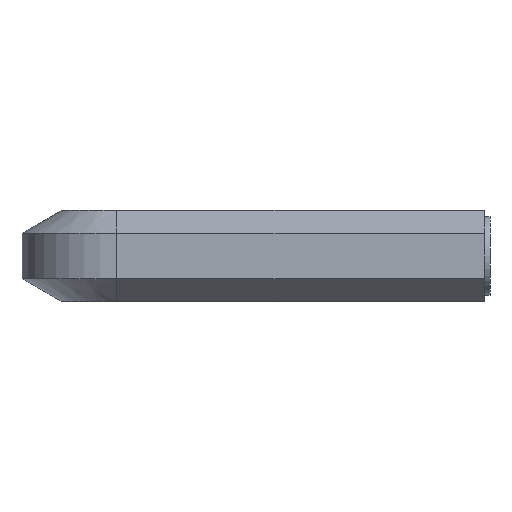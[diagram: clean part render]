
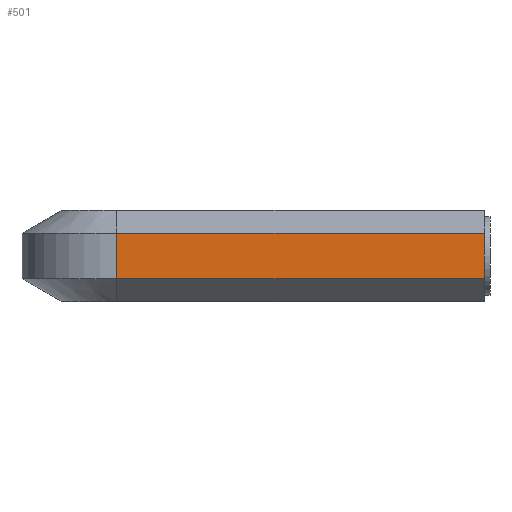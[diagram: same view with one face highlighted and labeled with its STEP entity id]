
A CAD part, left-side view. The second image highlights one B-rep face of the part: STEP entity #501.
In plain terms, the highlighted planar face has unit normal (-1, 0, 0).
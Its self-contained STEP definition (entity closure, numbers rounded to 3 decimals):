
#10 = CARTESIAN_POINT ( 'NONE',  ( -3.5, 0., -2.021 ) ) ;
#23 = DIRECTION ( 'NONE',  ( 0., 1., 0. ) ) ;
#42 = VERTEX_POINT ( 'NONE', #420 ) ;
#43 = CARTESIAN_POINT ( 'NONE',  ( -3.5, 32.6, -2.021 ) ) ;
#64 = VECTOR ( 'NONE', #490, 1000. ) ;
#101 = DIRECTION ( 'NONE',  ( 0., 0., 1. ) ) ;
#115 = CARTESIAN_POINT ( 'NONE',  ( -3.5, 32.6, -2.021 ) ) ;
#124 = CARTESIAN_POINT ( 'NONE',  ( -3.5, 0., 2.021 ) ) ;
#151 = VECTOR ( 'NONE', #417, 1000. ) ;
#180 = LINE ( 'NONE', #755, #64 ) ;
#195 = VERTEX_POINT ( 'NONE', #115 ) ;
#210 = EDGE_CURVE ( 'NONE', #633, #42, #180, .T. ) ;
#213 = ORIENTED_EDGE ( 'NONE', *, *, #379, .F. ) ;
#220 = CARTESIAN_POINT ( 'NONE',  ( -3.5, 32.6, 2.021 ) ) ;
#237 = FACE_OUTER_BOUND ( 'NONE', #771, .T. ) ;
#240 = CARTESIAN_POINT ( 'NONE',  ( -3.5, 0., -2.021 ) ) ;
#263 = EDGE_CURVE ( 'NONE', #478, #633, #813, .T. ) ;
#302 = DIRECTION ( 'NONE',  ( -1., 0., 0. ) ) ;
#326 = LINE ( 'NONE', #124, #412 ) ;
#338 = ORIENTED_EDGE ( 'NONE', *, *, #210, .T. ) ;
#379 = EDGE_CURVE ( 'NONE', #478, #195, #575, .T. ) ;
#411 = PLANE ( 'NONE',  #756 ) ;
#412 = VECTOR ( 'NONE', #23, 1000. ) ;
#417 = DIRECTION ( 'NONE',  ( 0., 0., -1. ) ) ;
#420 = CARTESIAN_POINT ( 'NONE',  ( -3.5, 0., 2.021 ) ) ;
#429 = DIRECTION ( 'NONE',  ( 0., 0., 1. ) ) ;
#478 = VERTEX_POINT ( 'NONE', #240 ) ;
#480 = VERTEX_POINT ( 'NONE', #220 ) ;
#488 = EDGE_CURVE ( 'NONE', #480, #195, #597, .T. ) ;
#490 = DIRECTION ( 'NONE',  ( 0., 0., 1. ) ) ;
#501 = ADVANCED_FACE ( 'NONE', ( #237 ), #411, .T. ) ;
#518 = ORIENTED_EDGE ( 'NONE', *, *, #263, .T. ) ;
#525 = VECTOR ( 'NONE', #429, 1000. ) ;
#528 = CARTESIAN_POINT ( 'NONE',  ( -3.5, 0., 0. ) ) ;
#536 = VECTOR ( 'NONE', #569, 1000. ) ;
#569 = DIRECTION ( 'NONE',  ( 0., 1., 0. ) ) ;
#575 = LINE ( 'NONE', #10, #536 ) ;
#597 = LINE ( 'NONE', #43, #151 ) ;
#621 = CARTESIAN_POINT ( 'NONE',  ( -3.5, 0., -2.021 ) ) ;
#632 = ORIENTED_EDGE ( 'NONE', *, *, #488, .T. ) ;
#633 = VERTEX_POINT ( 'NONE', #812 ) ;
#755 = CARTESIAN_POINT ( 'NONE',  ( -3.5, 0., -2.021 ) ) ;
#756 = AXIS2_PLACEMENT_3D ( 'NONE', #528, #302, #101 ) ;
#766 = EDGE_CURVE ( 'NONE', #42, #480, #326, .T. ) ;
#771 = EDGE_LOOP ( 'NONE', ( #632, #213, #518, #338, #776 ) ) ;
#776 = ORIENTED_EDGE ( 'NONE', *, *, #766, .T. ) ;
#812 = CARTESIAN_POINT ( 'NONE',  ( -3.5, 0., 0. ) ) ;
#813 = LINE ( 'NONE', #621, #525 ) ;
